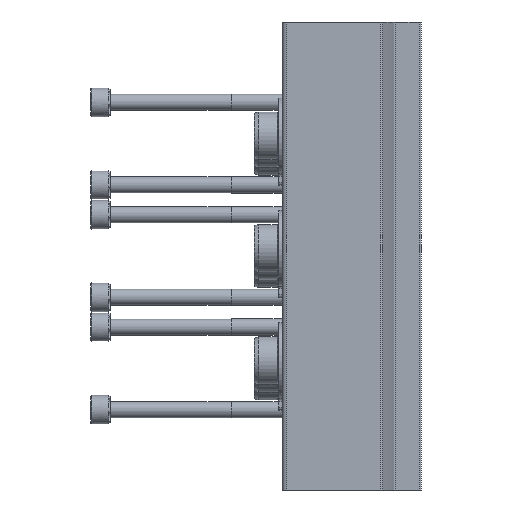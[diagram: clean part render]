
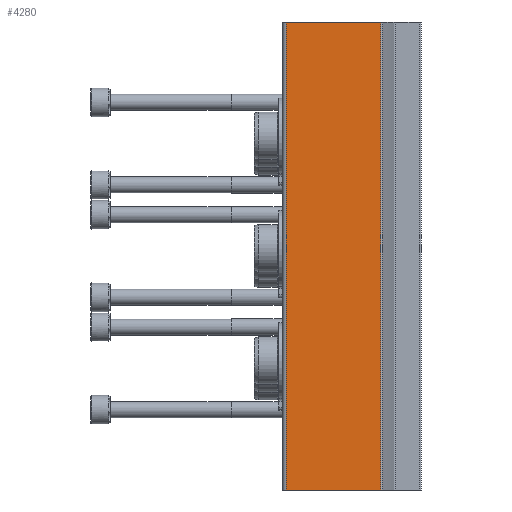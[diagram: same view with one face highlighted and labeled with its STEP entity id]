
A CAD part, left-side view. The second image highlights one B-rep face of the part: STEP entity #4280.
In plain terms, the highlighted planar face has unit normal (-1, 0, 0).
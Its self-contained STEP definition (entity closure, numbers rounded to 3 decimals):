
#152=PLANE('',#4619);
#583=ORIENTED_EDGE('',*,*,#1733,.F.);
#584=ORIENTED_EDGE('',*,*,#1732,.F.);
#585=ORIENTED_EDGE('',*,*,#1734,.T.);
#586=ORIENTED_EDGE('',*,*,#1735,.T.);
#1732=EDGE_CURVE('',#2307,#2305,#2719,.T.);
#1733=EDGE_CURVE('',#2305,#2308,#2720,.T.);
#1734=EDGE_CURVE('',#2307,#2309,#2721,.T.);
#1735=EDGE_CURVE('',#2309,#2308,#2722,.T.);
#2305=VERTEX_POINT('',#6769);
#2307=VERTEX_POINT('',#6773);
#2308=VERTEX_POINT('',#6777);
#2309=VERTEX_POINT('',#6779);
#2719=LINE('',#6774,#3015);
#2720=LINE('',#6776,#3016);
#2721=LINE('',#6778,#3017);
#2722=LINE('',#6780,#3018);
#3015=VECTOR('',#5191,1000.);
#3016=VECTOR('',#5194,1000.);
#3017=VECTOR('',#5195,1000.);
#3018=VECTOR('',#5196,1000.);
#3320=EDGE_LOOP('',(#583,#584,#585,#586));
#3757=FACE_BOUND('',#3320,.T.);
#4280=ADVANCED_FACE('',(#3757),#152,.T.);
#4619=AXIS2_PLACEMENT_3D('',#6775,#5192,#5193);
#5191=DIRECTION('',(0.,0.,1.));
#5192=DIRECTION('',(-1.,0.,0.));
#5193=DIRECTION('',(0.,0.,1.));
#5194=DIRECTION('',(0.,-1.,0.));
#5195=DIRECTION('',(0.,-1.,0.));
#5196=DIRECTION('',(0.,0.,1.));
#6769=CARTESIAN_POINT('',(-40.25,33.,0.));
#6773=CARTESIAN_POINT('',(-40.25,33.,-114.5));
#6774=CARTESIAN_POINT('',(-40.25,33.,-114.5));
#6775=CARTESIAN_POINT('',(-40.25,33.,-114.5));
#6776=CARTESIAN_POINT('',(-40.25,33.,0.));
#6777=CARTESIAN_POINT('',(-40.25,9.853,0.));
#6778=CARTESIAN_POINT('',(-40.25,33.,-114.5));
#6779=CARTESIAN_POINT('',(-40.25,9.853,-114.5));
#6780=CARTESIAN_POINT('',(-40.25,9.853,-114.5));
